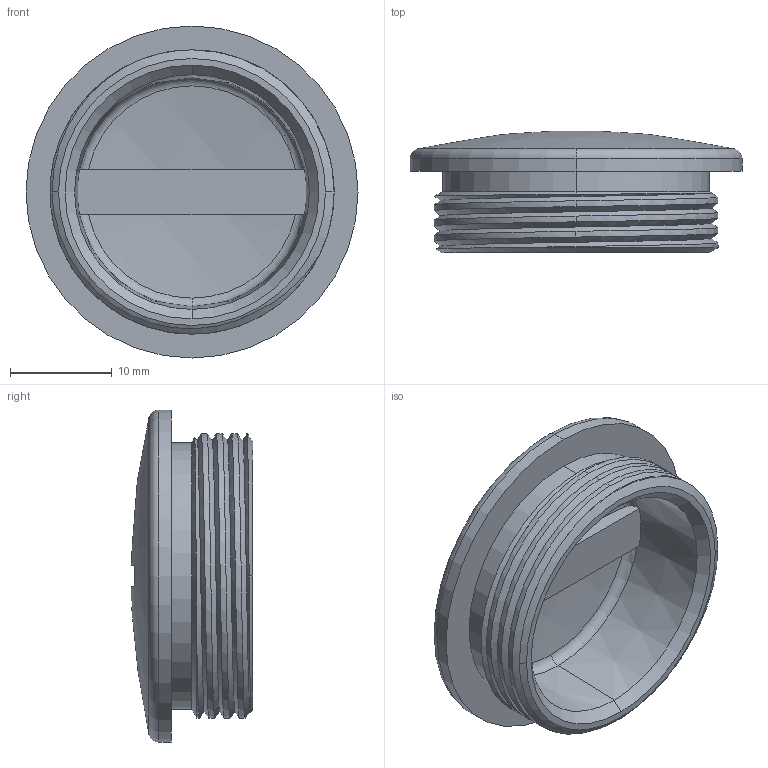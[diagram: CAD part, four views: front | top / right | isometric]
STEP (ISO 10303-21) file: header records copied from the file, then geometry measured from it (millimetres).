
FILE_DESCRIPTION (( 'STEP AP203' ), '1' );
FILE_NAME ('9095.STEP', '2020-07-28T17:41:00', ( '' ), ( '' ), 'SwSTEP 2.0', 'SolidWorks 2011', '' );
FILE_SCHEMA (( 'CONFIG_CONTROL_DESIGN' ));
Length unit declared in the file: millimetre
Products named in the file (1): 9095
Bounding box: 32.7 x 11.96 x 32.7 mm (x, y, z)
Volume: 3162 mm3; surface area: 3552.3 mm2
Topology: 1 solids, 1 shells, 41 faces, 100 edges, 64 vertices
Faces by surface type: cylinder 15, cone 8, plane 8, torus 5, sphere 3, bspline 2
Entity records: 2276 total; most frequent: CARTESIAN_POINT 1279, ORIENTED_EDGE 200, DIRECTION 190, EDGE_CURVE 100, AXIS2_PLACEMENT_3D 79, VERTEX_POINT 64, EDGE_LOOP 44, ADVANCED_FACE 41
